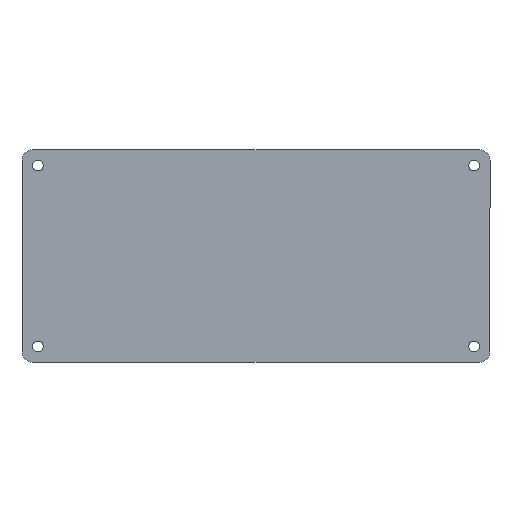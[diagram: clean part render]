
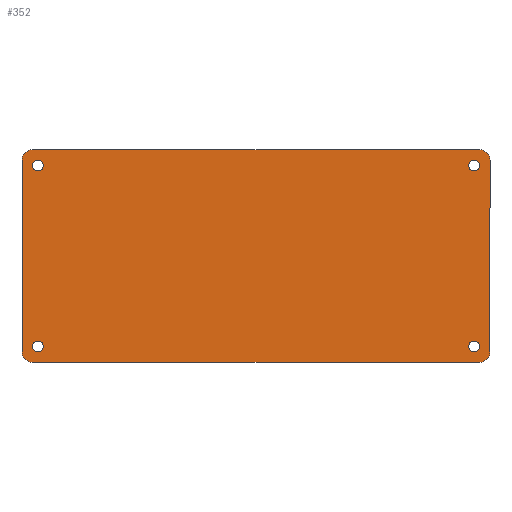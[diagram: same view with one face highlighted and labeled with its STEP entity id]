
A CAD part, top view. The second image highlights one B-rep face of the part: STEP entity #352.
In plain terms, the highlighted planar face has unit normal (0, 0, 1).
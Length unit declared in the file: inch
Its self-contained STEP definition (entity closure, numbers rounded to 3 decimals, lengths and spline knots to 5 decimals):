
#1 = EDGE_CURVE ( 'NONE', #243, #336, #430, .T. ) ;
#7 = DIRECTION ( 'NONE',  ( 1., 0., 0. ) ) ;
#15 = CARTESIAN_POINT ( 'NONE',  ( -5.25, -2.125, 0. ) ) ;
#18 = CARTESIAN_POINT ( 'NONE',  ( 5.5, 0., 0. ) ) ;
#23 = FACE_BOUND ( 'NONE', #509, .T. ) ;
#25 = ORIENTED_EDGE ( 'NONE', *, *, #433, .T. ) ;
#31 = VERTEX_POINT ( 'NONE', #73 ) ;
#36 = CARTESIAN_POINT ( 'NONE',  ( 5.5, -2.25, 0. ) ) ;
#39 = DIRECTION ( 'NONE',  ( 0., 0., 1. ) ) ;
#41 = VERTEX_POINT ( 'NONE', #203 ) ;
#51 = VERTEX_POINT ( 'NONE', #88 ) ;
#55 = AXIS2_PLACEMENT_3D ( 'NONE', #226, #237, #242 ) ;
#64 = EDGE_CURVE ( 'NONE', #406, #406, #201, .T. ) ;
#65 = PLANE ( 'NONE',  #55 ) ;
#67 = VECTOR ( 'NONE', #329, 39.37008 ) ;
#69 = CARTESIAN_POINT ( 'NONE',  ( -5.25, 2.5, 0. ) ) ;
#73 = CARTESIAN_POINT ( 'NONE',  ( 5.5, 2.25, 0. ) ) ;
#80 = DIRECTION ( 'NONE',  ( -1., 0., 0. ) ) ;
#82 = VECTOR ( 'NONE', #186, 39.37008 ) ;
#87 = CARTESIAN_POINT ( 'NONE',  ( -5.5, -2.25, 0. ) ) ;
#88 = CARTESIAN_POINT ( 'NONE',  ( 5., -2.125, 0. ) ) ;
#102 = ORIENTED_EDGE ( 'NONE', *, *, #510, .T. ) ;
#106 = FACE_OUTER_BOUND ( 'NONE', #266, .T. ) ;
#120 = DIRECTION ( 'NONE',  ( 0., 0., -1. ) ) ;
#125 = EDGE_CURVE ( 'NONE', #51, #51, #412, .T. ) ;
#126 = LINE ( 'NONE', #359, #67 ) ;
#131 = DIRECTION ( 'NONE',  ( -1., 0., 0. ) ) ;
#137 = DIRECTION ( 'NONE',  ( 0., 0., -1. ) ) ;
#142 = LINE ( 'NONE', #262, #380 ) ;
#147 = DIRECTION ( 'NONE',  ( 0., -1., 0. ) ) ;
#166 = CARTESIAN_POINT ( 'NONE',  ( 5.25, -2.5, 0. ) ) ;
#180 = CARTESIAN_POINT ( 'NONE',  ( -5.125, 2.125, 0. ) ) ;
#182 = VERTEX_POINT ( 'NONE', #338 ) ;
#185 = ORIENTED_EDGE ( 'NONE', *, *, #1, .T. ) ;
#186 = DIRECTION ( 'NONE',  ( 0., 1., 0. ) ) ;
#187 = FACE_BOUND ( 'NONE', #280, .T. ) ;
#193 = AXIS2_PLACEMENT_3D ( 'NONE', #213, #137, #448 ) ;
#194 = ORIENTED_EDGE ( 'NONE', *, *, #234, .T. ) ;
#199 = DIRECTION ( 'NONE',  ( 0., 0., 1. ) ) ;
#201 = CIRCLE ( 'NONE', #346, 0.125 ) ;
#203 = CARTESIAN_POINT ( 'NONE',  ( -5.5, 2.25, 0. ) ) ;
#204 = CARTESIAN_POINT ( 'NONE',  ( -5.25, 2.25, 0. ) ) ;
#209 = DIRECTION ( 'NONE',  ( 0., 0., 1. ) ) ;
#212 = EDGE_CURVE ( 'NONE', #182, #182, #258, .T. ) ;
#213 = CARTESIAN_POINT ( 'NONE',  ( 5.125, -2.125, 0. ) ) ;
#215 = LINE ( 'NONE', #18, #82 ) ;
#226 = CARTESIAN_POINT ( 'NONE',  ( 0., 0., 0. ) ) ;
#227 = CIRCLE ( 'NONE', #331, 0.25 ) ;
#231 = VERTEX_POINT ( 'NONE', #166 ) ;
#234 = EDGE_CURVE ( 'NONE', #260, #308, #126, .T. ) ;
#237 = DIRECTION ( 'NONE',  ( 0., 0., 1. ) ) ;
#241 = AXIS2_PLACEMENT_3D ( 'NONE', #305, #265, #504 ) ;
#242 = DIRECTION ( 'NONE',  ( 1., 0., 0. ) ) ;
#243 = VERTEX_POINT ( 'NONE', #87 ) ;
#245 = CARTESIAN_POINT ( 'NONE',  ( -5.125, -2.125, 0. ) ) ;
#247 = DIRECTION ( 'NONE',  ( -1., 0., 0. ) ) ;
#256 = EDGE_CURVE ( 'NONE', #259, #259, #353, .T. ) ;
#258 = CIRCLE ( 'NONE', #451, 0.125 ) ;
#259 = VERTEX_POINT ( 'NONE', #15 ) ;
#260 = VERTEX_POINT ( 'NONE', #403 ) ;
#262 = CARTESIAN_POINT ( 'NONE',  ( -5.5, 0., 0. ) ) ;
#265 = DIRECTION ( 'NONE',  ( 0., 0., 1. ) ) ;
#266 = EDGE_LOOP ( 'NONE', ( #398, #194, #514, #312, #185, #25, #383, #102 ) ) ;
#275 = CARTESIAN_POINT ( 'NONE',  ( -5.25, -2.25, 0. ) ) ;
#280 = EDGE_LOOP ( 'NONE', ( #343 ) ) ;
#284 = AXIS2_PLACEMENT_3D ( 'NONE', #275, #39, #478 ) ;
#305 = CARTESIAN_POINT ( 'NONE',  ( 5.25, -2.25, 0. ) ) ;
#308 = VERTEX_POINT ( 'NONE', #69 ) ;
#312 = ORIENTED_EDGE ( 'NONE', *, *, #318, .T. ) ;
#314 = VECTOR ( 'NONE', #7, 39.37008 ) ;
#318 = EDGE_CURVE ( 'NONE', #41, #243, #142, .T. ) ;
#329 = DIRECTION ( 'NONE',  ( -1., 0., 0. ) ) ;
#331 = AXIS2_PLACEMENT_3D ( 'NONE', #204, #199, #515 ) ;
#336 = VERTEX_POINT ( 'NONE', #418 ) ;
#338 = CARTESIAN_POINT ( 'NONE',  ( -5.25, 2.125, 0. ) ) ;
#339 = EDGE_CURVE ( 'NONE', #231, #464, #481, .T. ) ;
#343 = ORIENTED_EDGE ( 'NONE', *, *, #125, .T. ) ;
#346 = AXIS2_PLACEMENT_3D ( 'NONE', #354, #120, #80 ) ;
#347 = CIRCLE ( 'NONE', #452, 0.25 ) ;
#352 = ADVANCED_FACE ( 'NONE', ( #187, #501, #463, #23, #106 ), #65, .T. ) ;
#353 = CIRCLE ( 'NONE', #440, 0.125 ) ;
#354 = CARTESIAN_POINT ( 'NONE',  ( 5.125, 2.125, 0. ) ) ;
#359 = CARTESIAN_POINT ( 'NONE',  ( 0., 2.5, 0. ) ) ;
#361 = LINE ( 'NONE', #399, #314 ) ;
#362 = DIRECTION ( 'NONE',  ( 0., 0., -1. ) ) ;
#380 = VECTOR ( 'NONE', #147, 39.37008 ) ;
#383 = ORIENTED_EDGE ( 'NONE', *, *, #339, .T. ) ;
#384 = ORIENTED_EDGE ( 'NONE', *, *, #212, .T. ) ;
#391 = CARTESIAN_POINT ( 'NONE',  ( 5.25, 2.25, 0. ) ) ;
#398 = ORIENTED_EDGE ( 'NONE', *, *, #467, .T. ) ;
#399 = CARTESIAN_POINT ( 'NONE',  ( 0., -2.5, 0. ) ) ;
#403 = CARTESIAN_POINT ( 'NONE',  ( 5.25, 2.5, 0. ) ) ;
#406 = VERTEX_POINT ( 'NONE', #456 ) ;
#408 = ORIENTED_EDGE ( 'NONE', *, *, #256, .T. ) ;
#412 = CIRCLE ( 'NONE', #193, 0.125 ) ;
#418 = CARTESIAN_POINT ( 'NONE',  ( -5.25, -2.5, 0. ) ) ;
#430 = CIRCLE ( 'NONE', #284, 0.25 ) ;
#433 = EDGE_CURVE ( 'NONE', #336, #231, #361, .T. ) ;
#439 = EDGE_CURVE ( 'NONE', #308, #41, #227, .T. ) ;
#440 = AXIS2_PLACEMENT_3D ( 'NONE', #245, #484, #247 ) ;
#446 = EDGE_LOOP ( 'NONE', ( #408 ) ) ;
#448 = DIRECTION ( 'NONE',  ( -1., 0., 0. ) ) ;
#451 = AXIS2_PLACEMENT_3D ( 'NONE', #180, #362, #492 ) ;
#452 = AXIS2_PLACEMENT_3D ( 'NONE', #391, #209, #131 ) ;
#456 = CARTESIAN_POINT ( 'NONE',  ( 5., 2.125, 0. ) ) ;
#463 = FACE_BOUND ( 'NONE', #503, .T. ) ;
#464 = VERTEX_POINT ( 'NONE', #36 ) ;
#467 = EDGE_CURVE ( 'NONE', #31, #260, #347, .T. ) ;
#468 = ORIENTED_EDGE ( 'NONE', *, *, #64, .T. ) ;
#478 = DIRECTION ( 'NONE',  ( -1., 0., 0. ) ) ;
#481 = CIRCLE ( 'NONE', #241, 0.25 ) ;
#484 = DIRECTION ( 'NONE',  ( 0., 0., -1. ) ) ;
#492 = DIRECTION ( 'NONE',  ( -1., 0., 0. ) ) ;
#501 = FACE_BOUND ( 'NONE', #446, .T. ) ;
#503 = EDGE_LOOP ( 'NONE', ( #384 ) ) ;
#504 = DIRECTION ( 'NONE',  ( -1., 0., 0. ) ) ;
#509 = EDGE_LOOP ( 'NONE', ( #468 ) ) ;
#510 = EDGE_CURVE ( 'NONE', #464, #31, #215, .T. ) ;
#514 = ORIENTED_EDGE ( 'NONE', *, *, #439, .T. ) ;
#515 = DIRECTION ( 'NONE',  ( -1., 0., 0. ) ) ;
